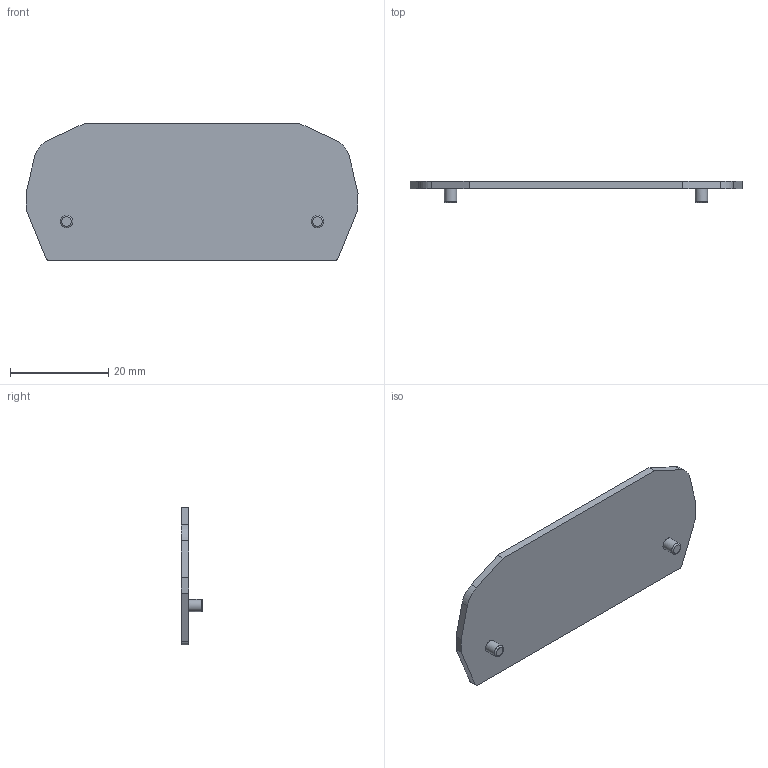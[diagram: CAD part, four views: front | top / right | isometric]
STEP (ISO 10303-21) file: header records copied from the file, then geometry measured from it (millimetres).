
FILE_DESCRIPTION(/* description */ ('Unknown'),/* implementation_level */ '2;1');
FILE_NAME(/* name */ 'S-BKF-1,5',/* time_stamp */ '2024-11-04T10:09:49-03:00',/* author */ ('Unknown'),/* organization */ ('Unknown'),/* preprocessor_version */ 'ST-DEVELOPER v16.7',/* originating_system */ 'Solid Edge',/* authorisation */ 'Unknown');
FILE_SCHEMA (('AUTOMOTIVE_DESIGN {1 0 10303 214 3 1 1}'));
Length unit declared in the file: millimetre
Products named in the file (1): S-BKF-1,5
Bounding box: 67.5 x 4.3 x 28 mm (x, y, z)
Volume: 2662.1 mm3; surface area: 3813.2 mm2
Topology: 1 solids, 1 shells, 22 faces, 52 edges, 34 vertices
Faces by surface type: plane 14, cylinder 6, bspline 2
Full cylindrical faces by diameter (mm): 2.5 x2
Entity records: 760 total; most frequent: CARTESIAN_POINT 233, DIRECTION 100, ORIENTED_EDGE 96, EDGE_CURVE 48, LINE 34, VECTOR 34, VERTEX_POINT 34, AXIS2_PLACEMENT_3D 33
